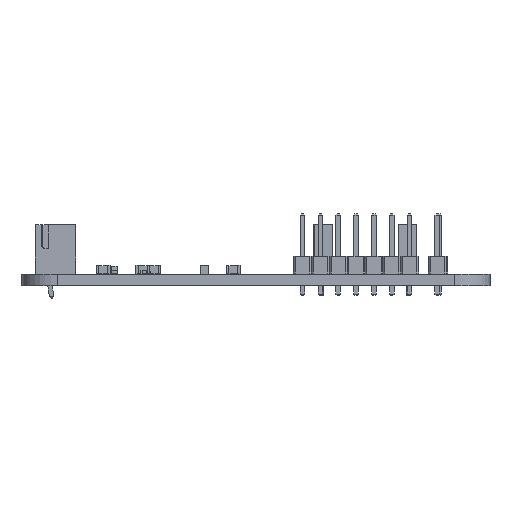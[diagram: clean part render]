
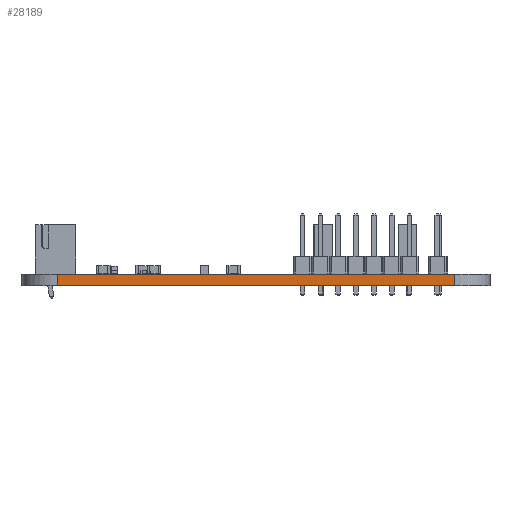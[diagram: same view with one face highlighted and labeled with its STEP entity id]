
A CAD part, left-side view. The second image highlights one B-rep face of the part: STEP entity #28189.
In plain terms, the highlighted planar face has unit normal (-1, 0, 0).
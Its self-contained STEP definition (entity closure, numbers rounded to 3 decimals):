
#26584 = VERTEX_POINT('',#26585);
#26585 = CARTESIAN_POINT('',(-39.25,28.25,0.));
#26592 = EDGE_CURVE('',#26593,#26584,#26595,.T.);
#26593 = VERTEX_POINT('',#26594);
#26594 = CARTESIAN_POINT('',(-39.25,-28.25,0.));
#26595 = LINE('',#26596,#26597);
#26596 = CARTESIAN_POINT('',(-39.25,-28.25,0.));
#26597 = VECTOR('',#26598,1.);
#26598 = DIRECTION('',(0.,1.,0.));
#27373 = VERTEX_POINT('',#27374);
#27374 = CARTESIAN_POINT('',(-39.25,28.25,1.6));
#27381 = EDGE_CURVE('',#27382,#27373,#27384,.T.);
#27382 = VERTEX_POINT('',#27383);
#27383 = CARTESIAN_POINT('',(-39.25,-28.25,1.6));
#27384 = LINE('',#27385,#27386);
#27385 = CARTESIAN_POINT('',(-39.25,-28.25,1.6));
#27386 = VECTOR('',#27387,1.);
#27387 = DIRECTION('',(0.,1.,0.));
#28159 = EDGE_CURVE('',#26584,#27373,#28160,.T.);
#28160 = LINE('',#28161,#28162);
#28161 = CARTESIAN_POINT('',(-39.25,28.25,0.));
#28162 = VECTOR('',#28163,1.);
#28163 = DIRECTION('',(0.,0.,1.));
#28189 = ADVANCED_FACE('',(#28190),#28201,.T.);
#28190 = FACE_BOUND('',#28191,.T.);
#28191 = EDGE_LOOP('',(#28192,#28198,#28199,#28200));
#28192 = ORIENTED_EDGE('',*,*,#28193,.T.);
#28193 = EDGE_CURVE('',#26593,#27382,#28194,.T.);
#28194 = LINE('',#28195,#28196);
#28195 = CARTESIAN_POINT('',(-39.25,-28.25,0.));
#28196 = VECTOR('',#28197,1.);
#28197 = DIRECTION('',(0.,0.,1.));
#28198 = ORIENTED_EDGE('',*,*,#27381,.T.);
#28199 = ORIENTED_EDGE('',*,*,#28159,.F.);
#28200 = ORIENTED_EDGE('',*,*,#26592,.F.);
#28201 = PLANE('',#28202);
#28202 = AXIS2_PLACEMENT_3D('',#28203,#28204,#28205);
#28203 = CARTESIAN_POINT('',(-39.25,-28.25,0.));
#28204 = DIRECTION('',(-1.,0.,0.));
#28205 = DIRECTION('',(0.,1.,0.));
